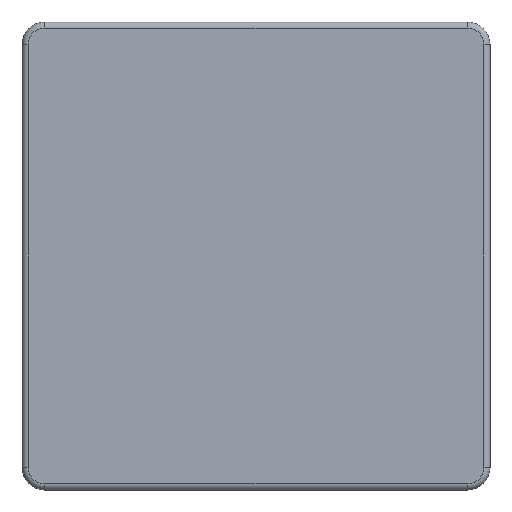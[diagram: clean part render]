
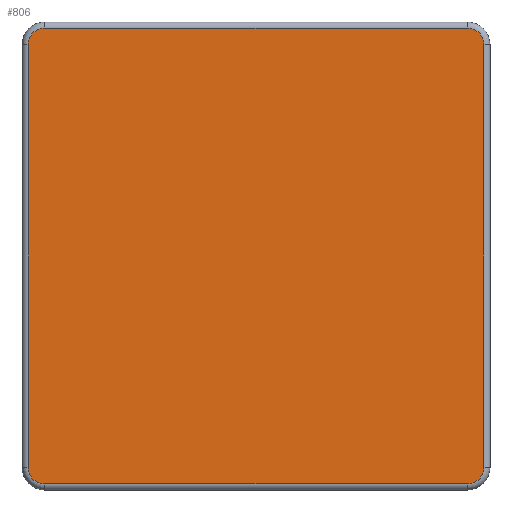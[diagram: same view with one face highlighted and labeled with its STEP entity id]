
A CAD part, left-side view. The second image highlights one B-rep face of the part: STEP entity #806.
In plain terms, the highlighted planar face has unit normal (-1, 0, 0).
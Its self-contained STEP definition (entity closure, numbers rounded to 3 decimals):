
#57=FACE_OUTER_BOUND('',#110,.T.);
#110=EDGE_LOOP('',(#510,#511,#512,#513,#514,#515,#516,#517));
#165=LINE('',#1293,#214);
#166=LINE('',#1297,#215);
#167=LINE('',#1301,#216);
#168=LINE('',#1304,#217);
#214=VECTOR('',#1004,5.6);
#215=VECTOR('',#1007,5.6);
#216=VECTOR('',#1010,5.6);
#217=VECTOR('',#1013,5.6);
#263=CIRCLE('',#880,0.22);
#264=CIRCLE('',#881,0.22);
#265=CIRCLE('',#882,0.22);
#266=CIRCLE('',#883,0.22);
#329=VERTEX_POINT('',#1289);
#330=VERTEX_POINT('',#1290);
#331=VERTEX_POINT('',#1292);
#332=VERTEX_POINT('',#1294);
#333=VERTEX_POINT('',#1296);
#334=VERTEX_POINT('',#1298);
#335=VERTEX_POINT('',#1300);
#336=VERTEX_POINT('',#1302);
#395=EDGE_CURVE('',#329,#330,#263,.T.);
#396=EDGE_CURVE('',#330,#331,#165,.T.);
#397=EDGE_CURVE('',#331,#332,#264,.T.);
#398=EDGE_CURVE('',#332,#333,#166,.T.);
#399=EDGE_CURVE('',#333,#334,#265,.T.);
#400=EDGE_CURVE('',#334,#335,#167,.T.);
#401=EDGE_CURVE('',#335,#336,#266,.T.);
#402=EDGE_CURVE('',#336,#329,#168,.T.);
#510=ORIENTED_EDGE('',*,*,#395,.T.);
#511=ORIENTED_EDGE('',*,*,#396,.T.);
#512=ORIENTED_EDGE('',*,*,#397,.T.);
#513=ORIENTED_EDGE('',*,*,#398,.T.);
#514=ORIENTED_EDGE('',*,*,#399,.T.);
#515=ORIENTED_EDGE('',*,*,#400,.T.);
#516=ORIENTED_EDGE('',*,*,#401,.T.);
#517=ORIENTED_EDGE('',*,*,#402,.T.);
#740=PLANE('',#879);
#806=ADVANCED_FACE('',(#57),#740,.F.);
#879=AXIS2_PLACEMENT_3D('',#1288,#1000,#1001);
#880=AXIS2_PLACEMENT_3D('',#1291,#1002,#1003);
#881=AXIS2_PLACEMENT_3D('',#1295,#1005,#1006);
#882=AXIS2_PLACEMENT_3D('',#1299,#1008,#1009);
#883=AXIS2_PLACEMENT_3D('',#1303,#1011,#1012);
#1000=DIRECTION('center_axis',(1.,0.,0.));
#1001=DIRECTION('ref_axis',(0.,-1.,0.));
#1002=DIRECTION('center_axis',(-1.,0.,0.));
#1003=DIRECTION('ref_axis',(0.,1.,0.));
#1004=DIRECTION('',(0.,-1.,0.));
#1005=DIRECTION('center_axis',(-1.,0.,0.));
#1006=DIRECTION('ref_axis',(0.,0.,-1.));
#1007=DIRECTION('',(0.,0.,1.));
#1008=DIRECTION('center_axis',(-1.,0.,0.));
#1009=DIRECTION('ref_axis',(0.,-1.,0.));
#1010=DIRECTION('',(0.,1.,0.));
#1011=DIRECTION('center_axis',(-1.,0.,0.));
#1012=DIRECTION('ref_axis',(0.,0.,1.));
#1013=DIRECTION('',(0.,0.,-1.));
#1288=CARTESIAN_POINT('Origin',(0.,0.,0.));
#1289=CARTESIAN_POINT('',(0.,3.02,-2.8));
#1290=CARTESIAN_POINT('',(0.,2.8,-3.02));
#1291=CARTESIAN_POINT('Origin',(0.,2.8,-2.8));
#1292=CARTESIAN_POINT('',(0.,-2.8,-3.02));
#1293=CARTESIAN_POINT('',(0.,2.8,-3.02));
#1294=CARTESIAN_POINT('',(0.,-3.02,-2.8));
#1295=CARTESIAN_POINT('Origin',(0.,-2.8,-2.8));
#1296=CARTESIAN_POINT('',(0.,-3.02,2.8));
#1297=CARTESIAN_POINT('',(0.,-3.02,-2.8));
#1298=CARTESIAN_POINT('',(0.,-2.8,3.02));
#1299=CARTESIAN_POINT('Origin',(0.,-2.8,2.8));
#1300=CARTESIAN_POINT('',(0.,2.8,3.02));
#1301=CARTESIAN_POINT('',(0.,-2.8,3.02));
#1302=CARTESIAN_POINT('',(0.,3.02,2.8));
#1303=CARTESIAN_POINT('Origin',(0.,2.8,2.8));
#1304=CARTESIAN_POINT('',(0.,3.02,2.8));
